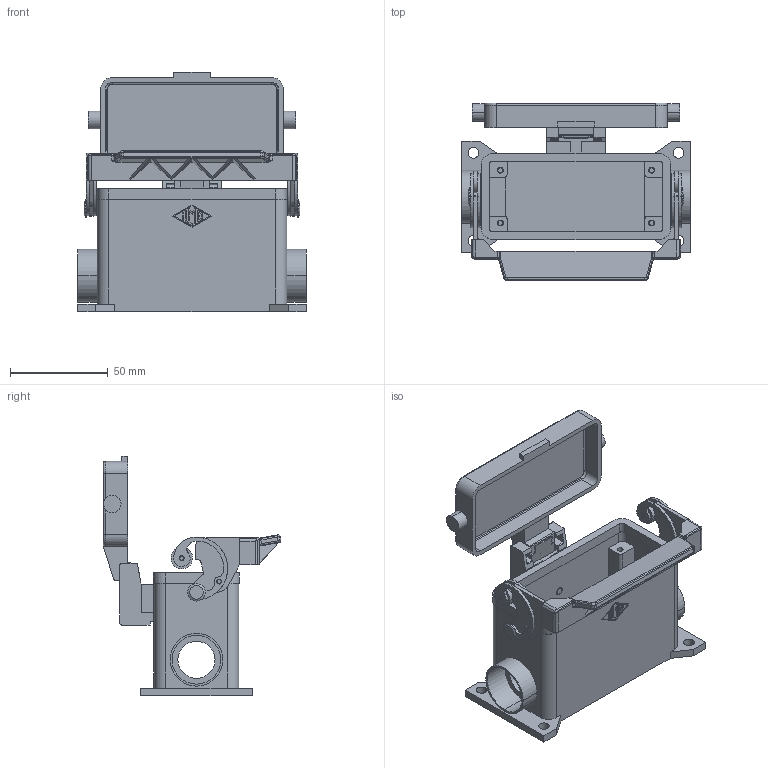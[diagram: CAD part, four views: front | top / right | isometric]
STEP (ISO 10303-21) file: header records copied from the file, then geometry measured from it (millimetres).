
FILE_DESCRIPTION((''),'2;1');
FILE_NAME('MHP 16 LS225.stp','2007-01-04T10:23:37',('gembarski'),(''),'Autodesk Inventor 7','Autodesk Inventor 7','');
FILE_SCHEMA(('AUTOMOTIVE_DESIGN { 1 0 10303 214 1 1 1 1 }'));
Length unit declared in the file: millimetre
Products named in the file (1): MHP 16 LS225
Bounding box: 117 x 90.95 x 122.7 mm (x, y, z)
Volume: 138318.4 mm3; surface area: 79346.6 mm2
Topology: 6 solids, 6 shells, 606 faces, 1611 edges, 1050 vertices
Faces by surface type: plane 261, cylinder 181, bspline 136, torus 16, cone 8, sphere 4
Entity records: 21982 total; most frequent: CARTESIAN_POINT 6738, ORIENTED_EDGE 3226, DIRECTION 3167, EDGE_CURVE 1613, AXIS2_PLACEMENT_3D 1111, VERTEX_POINT 1050, VECTOR 945, LINE 945
